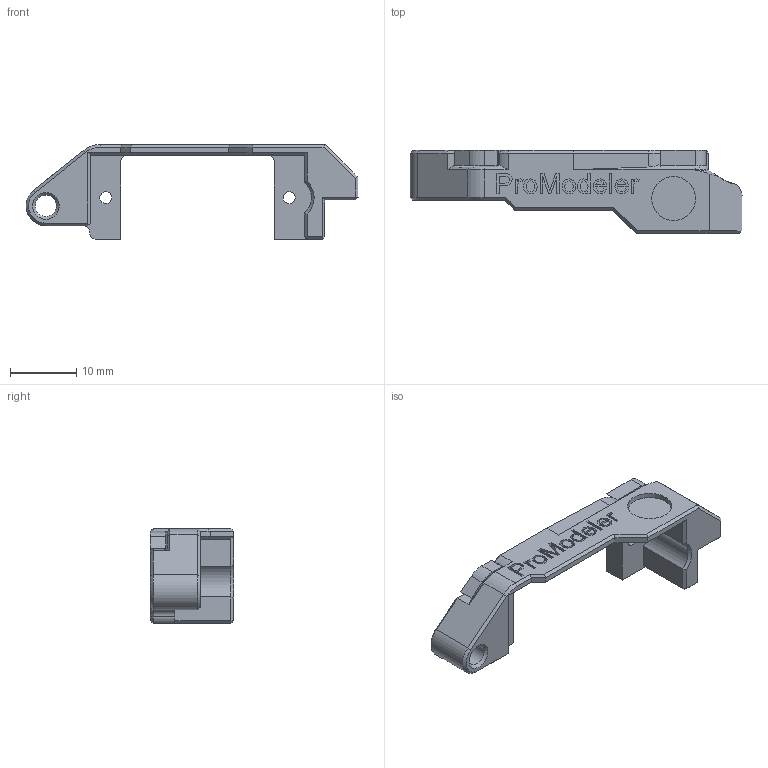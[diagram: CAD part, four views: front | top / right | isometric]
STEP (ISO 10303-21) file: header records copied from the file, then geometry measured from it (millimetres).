
FILE_DESCRIPTION(/* description */ (''),/* implementation_level */ '2;1');
FILE_NAME(/* name */ 'Servo Mount ProModeler.step',/* time_stamp */ '2024-02-26T14:56:59-06:00',/* author */ (''),/* organization */ (''),/* preprocessor_version */ 'ST-DEVELOPER v20',/* originating_system */ 'Autodesk Translation Framework v12.20.1.177',/* authorisation */ '');
FILE_SCHEMA (('AUTOMOTIVE_DESIGN { 1 0 10303 214 3 1 1 }'));
Length unit declared in the file: millimetre
Products named in the file (5): (Unsaved); ERCF V2; 4. Selector; 4.3c ProModeler DS150CLHV Servo Option; Servo Mount Savox (1)
Assembly tree (4 placements, depth 5):
  (Unsaved)
    ERCF V2
      4. Selector
        4.3c ProModeler DS150CLHV Servo Option
          Servo Mount Savox (1)
Bounding box: 49.99 x 12.5 x 14.3 mm (x, y, z)
Volume: 2059.4 mm3; surface area: 2248.8 mm2
Topology: 3 solids, 3 shells, 332 faces, 858 edges, 551 vertices
Faces by surface type: plane 164, bspline 115, cylinder 29, cone 24
Full cylindrical faces by diameter (mm): 1.8 x2, 3.2 x1, 6.6 x1
Entity records: 11423 total; most frequent: CARTESIAN_POINT 3944, ORIENTED_EDGE 1716, DIRECTION 1161, EDGE_CURVE 858, VERTEX_POINT 551, LINE 533, VECTOR 533, EDGE_LOOP 357
